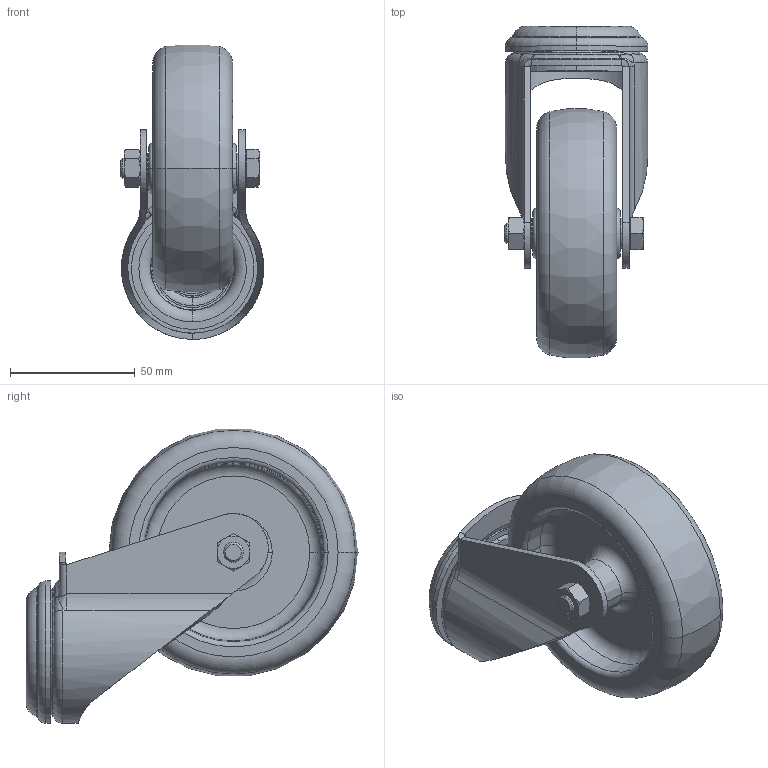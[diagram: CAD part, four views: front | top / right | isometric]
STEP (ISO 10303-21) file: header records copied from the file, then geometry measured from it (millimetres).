
FILE_DESCRIPTION (( 'STEP AP214' ), '1' );
FILE_NAME ('LKRA-TPA_101G-ELS_613927-214.step', '2012-10-13T13:39:24', ( 'Matthias Senn' ), ( 'Blickle Räder+Rollen' ), 'SwSTEP 2.0', 'SolidWorks 2010', '' );
FILE_SCHEMA (( 'AUTOMOTIVE_DESIGN' ));
Length unit declared in the file: millimetre
Products named in the file (4): TPA-G_G15_TPA_101_12G-ELS; GH-LKRA100_G15; AM_LKRA_12x37_G_G15; LKRA-TPA_101G-ELS_613927-214
Assembly tree (3 placements, depth 2):
  LKRA-TPA_101G-ELS_613927-214
    TPA-G_G15_TPA_101_12G-ELS
    GH-LKRA100_G15
    AM_LKRA_12x37_G_G15
Bounding box: 57.5 x 132.86 x 117.99 mm (x, y, z)
Volume: 196347.1 mm3; surface area: 59133.1 mm2
Topology: 3 solids, 3 shells, 701 faces, 1798 edges, 1166 vertices
Faces by surface type: plane 383, bspline 172, cone 61, torus 51, cylinder 34
Entity records: 47582 total; most frequent: CARTESIAN_POINT 23949, ORIENTED_EDGE 3596, DIRECTION 2653, EDGE_CURVE 1798, VERTEX_POINT 1166, VECTOR 1113, LINE 1113, AXIS2_PLACEMENT_3D 770
